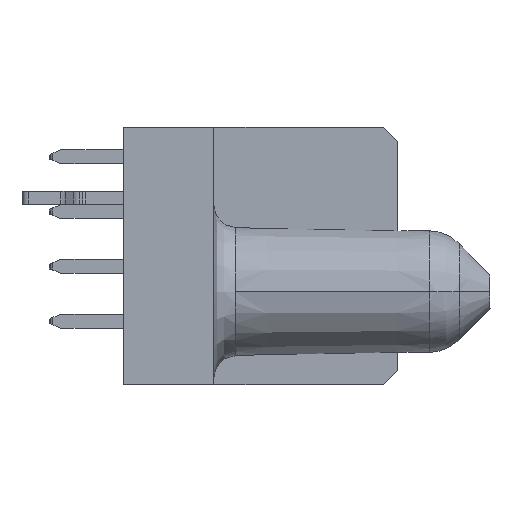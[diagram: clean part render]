
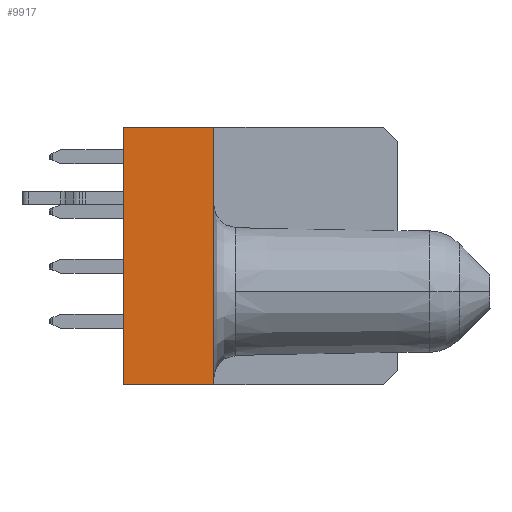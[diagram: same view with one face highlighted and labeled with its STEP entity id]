
A CAD part, left-side view. The second image highlights one B-rep face of the part: STEP entity #9917.
In plain terms, the highlighted planar face has unit normal (-1, 0, 0).
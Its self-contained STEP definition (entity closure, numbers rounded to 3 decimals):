
#53=CARTESIAN_POINT('',(-11.43,8.5,-5.97));
#54=VERTEX_POINT('',#53);
#61=CARTESIAN_POINT('',(-11.43,12.7,-5.97));
#62=VERTEX_POINT('',#61);
#63=CARTESIAN_POINT('',(-11.43,8.5,-5.97));
#64=DIRECTION('',(0.,1.,0.));
#65=VECTOR('',#64,4.2);
#66=LINE('',#63,#65);
#67=EDGE_CURVE('',#54,#62,#66,.T.);
#2833=CARTESIAN_POINT('',(-11.43,12.7,5.97));
#2834=VERTEX_POINT('',#2833);
#2841=CARTESIAN_POINT('',(-11.43,8.5,5.97));
#2842=VERTEX_POINT('',#2841);
#2843=CARTESIAN_POINT('',(-11.43,12.7,5.97));
#2844=DIRECTION('',(0.,-1.,0.));
#2845=VECTOR('',#2844,4.2);
#2846=LINE('',#2843,#2845);
#2847=EDGE_CURVE('',#2834,#2842,#2846,.T.);
#8319=CARTESIAN_POINT('',(-11.43,8.5,5.97));
#8320=DIRECTION('',(0.,0.,-1.));
#8321=VECTOR('',#8320,11.94);
#8322=LINE('',#8319,#8321);
#8323=EDGE_CURVE('',#2842,#54,#8322,.T.);
#9901=CARTESIAN_POINT('',(-11.43,12.7,-5.97));
#9902=DIRECTION('',(0.,-1.,0.));
#9903=DIRECTION('',(-1.,0.,0.));
#9904=AXIS2_PLACEMENT_3D('',#9901,#9903,#9902);
#9905=PLANE('',#9904);
#9906=ORIENTED_EDGE('',*,*,#2847,.F.);
#9907=CARTESIAN_POINT('',(-11.43,12.7,5.97));
#9908=DIRECTION('',(0.,0.,-1.));
#9909=VECTOR('',#9908,11.94);
#9910=LINE('',#9907,#9909);
#9911=EDGE_CURVE('',#2834,#62,#9910,.T.);
#9912=ORIENTED_EDGE('',*,*,#9911,.T.);
#9913=ORIENTED_EDGE('',*,*,#67,.F.);
#9914=ORIENTED_EDGE('',*,*,#8323,.F.);
#9915=EDGE_LOOP('',(#9906,#9912,#9913,#9914));
#9916=FACE_OUTER_BOUND('',#9915,.T.);
#9917=ADVANCED_FACE('',(#9916),#9905,.T.);
